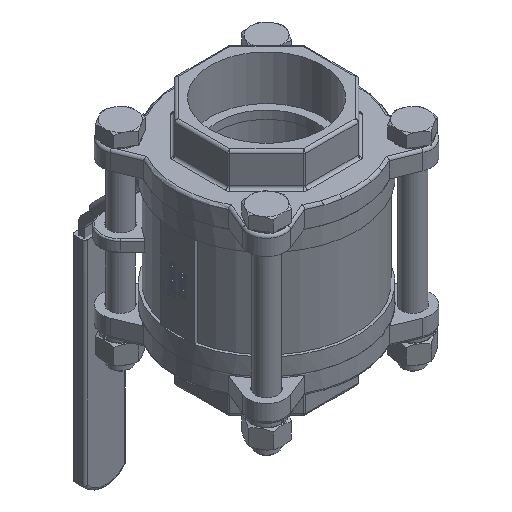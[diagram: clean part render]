
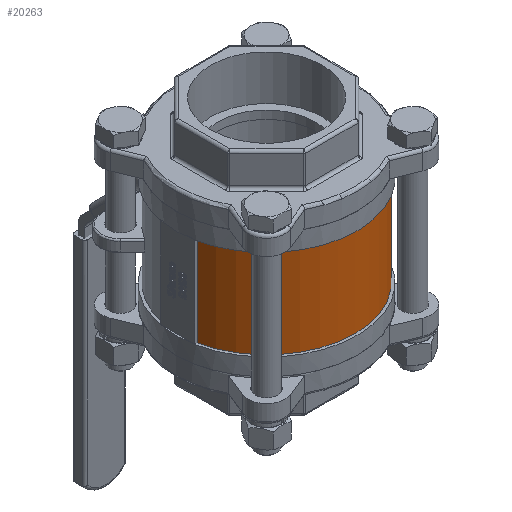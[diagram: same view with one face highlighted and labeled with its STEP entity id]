
A CAD part, isometric view. The second image highlights one B-rep face of the part: STEP entity #20263.
In plain terms, the highlighted cylindrical face has radius 67 mm (diameter 134 mm), a partial arc.
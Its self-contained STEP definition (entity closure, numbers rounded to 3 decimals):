
#2408=FACE_OUTER_BOUND('',#3607,.T.);
#3607=EDGE_LOOP('',(#15211,#15212,#15213,#15214));
#5011=LINE('',#34101,#6482);
#5013=LINE('',#34106,#6484);
#6482=VECTOR('',#23854,10.);
#6484=VECTOR('',#23858,10.);
#7390=CIRCLE('',#21341,67.);
#7391=CIRCLE('',#21345,67.);
#8712=VERTEX_POINT('',#34097);
#8713=VERTEX_POINT('',#34099);
#8714=VERTEX_POINT('',#34103);
#8715=VERTEX_POINT('',#34105);
#11008=EDGE_CURVE('',#8712,#8713,#5011,.T.);
#11010=EDGE_CURVE('',#8715,#8714,#5013,.T.);
#11017=EDGE_CURVE('',#8714,#8712,#7390,.T.);
#11019=EDGE_CURVE('',#8713,#8715,#7391,.T.);
#15211=ORIENTED_EDGE('',*,*,#11010,.T.);
#15212=ORIENTED_EDGE('',*,*,#11017,.T.);
#15213=ORIENTED_EDGE('',*,*,#11008,.T.);
#15214=ORIENTED_EDGE('',*,*,#11019,.T.);
#18417=CYLINDRICAL_SURFACE('',#21346,67.);
#20263=ADVANCED_FACE('',(#2408),#18417,.T.);
#21341=AXIS2_PLACEMENT_3D('',#34118,#23875,#23876);
#21345=AXIS2_PLACEMENT_3D('',#34123,#23884,#23885);
#21346=AXIS2_PLACEMENT_3D('',#34124,#23886,#23887);
#23854=DIRECTION('',(0.,0.,1.));
#23858=DIRECTION('',(0.,0.,-1.));
#23875=DIRECTION('center_axis',(0.,0.,1.));
#23876=DIRECTION('ref_axis',(-1.,0.,0.));
#23884=DIRECTION('center_axis',(0.,0.,-1.));
#23885=DIRECTION('ref_axis',(-1.,0.,0.));
#23886=DIRECTION('center_axis',(0.,0.,1.));
#23887=DIRECTION('ref_axis',(-1.,0.,0.));
#34097=CARTESIAN_POINT('',(65.727,-13.,-34.35));
#34099=CARTESIAN_POINT('',(65.727,-13.,34.35));
#34101=CARTESIAN_POINT('',(65.727,-13.,0.));
#34103=CARTESIAN_POINT('',(-65.727,-13.,-34.35));
#34105=CARTESIAN_POINT('',(-65.727,-13.,34.35));
#34106=CARTESIAN_POINT('',(-65.727,-13.,0.));
#34118=CARTESIAN_POINT('Origin',(0.,0.,-34.35));
#34123=CARTESIAN_POINT('Origin',(0.,0.,34.35));
#34124=CARTESIAN_POINT('Origin',(0.,0.,0.));
